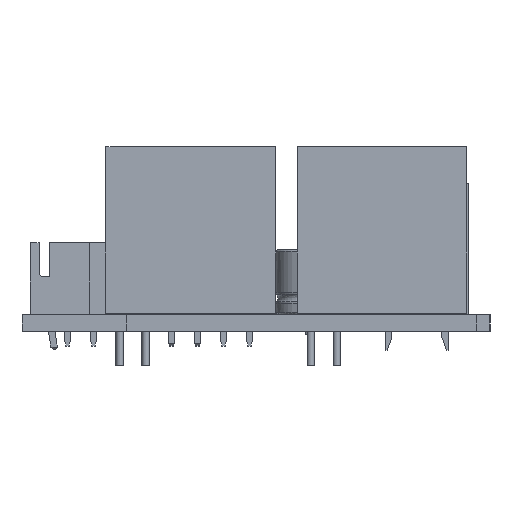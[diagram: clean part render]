
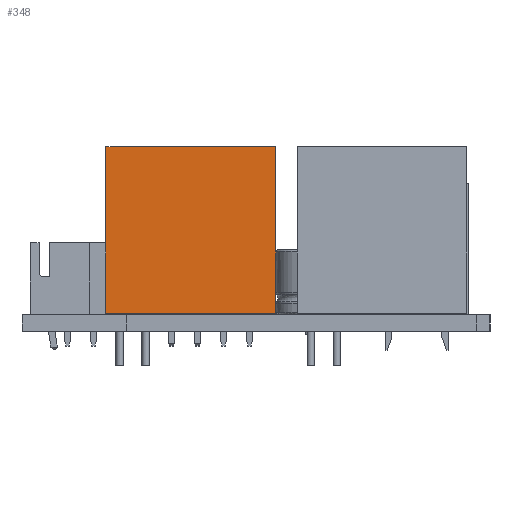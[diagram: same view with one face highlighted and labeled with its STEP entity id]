
A CAD part, left-side view. The second image highlights one B-rep face of the part: STEP entity #348.
In plain terms, the highlighted planar face has unit normal (-1, 0, 0).
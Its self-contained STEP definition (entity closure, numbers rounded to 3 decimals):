
#85 = EDGE_CURVE('',#86,#88,#90,.T.);
#86 = VERTEX_POINT('',#87);
#87 = CARTESIAN_POINT('',(-3.15,3.86,0.1));
#88 = VERTEX_POINT('',#89);
#89 = CARTESIAN_POINT('',(-3.15,3.86,16.39));
#90 = SURFACE_CURVE('',#91,(#95,#107),.PCURVE_S1.);
#91 = LINE('',#92,#93);
#92 = CARTESIAN_POINT('',(-3.15,3.86,0.1));
#93 = VECTOR('',#94,1.);
#94 = DIRECTION('',(0.,0.,1.));
#95 = PCURVE('',#96,#101);
#96 = PLANE('',#97);
#97 = AXIS2_PLACEMENT_3D('',#98,#99,#100);
#98 = CARTESIAN_POINT('',(-3.15,3.86,0.1));
#99 = DIRECTION('',(0.,1.,0.));
#100 = DIRECTION('',(1.,0.,0.));
#101 = DEFINITIONAL_REPRESENTATION('',(#102),#106);
#102 = LINE('',#103,#104);
#103 = CARTESIAN_POINT('',(0.,0.));
#104 = VECTOR('',#105,1.);
#105 = DIRECTION('',(0.,-1.));
#106 = ( GEOMETRIC_REPRESENTATION_CONTEXT(2) 
PARAMETRIC_REPRESENTATION_CONTEXT() REPRESENTATION_CONTEXT('2D SPACE',''
  ) );
#107 = PCURVE('',#108,#113);
#108 = PLANE('',#109);
#109 = AXIS2_PLACEMENT_3D('',#110,#111,#112);
#110 = CARTESIAN_POINT('',(-3.15,-12.7,0.1));
#111 = DIRECTION('',(-1.,0.,0.));
#112 = DIRECTION('',(0.,1.,0.));
#113 = DEFINITIONAL_REPRESENTATION('',(#114),#118);
#114 = LINE('',#115,#116);
#115 = CARTESIAN_POINT('',(16.56,0.));
#116 = VECTOR('',#117,1.);
#117 = DIRECTION('',(0.,-1.));
#118 = ( GEOMETRIC_REPRESENTATION_CONTEXT(2) 
PARAMETRIC_REPRESENTATION_CONTEXT() REPRESENTATION_CONTEXT('2D SPACE',''
  ) );
#136 = PLANE('',#137);
#137 = AXIS2_PLACEMENT_3D('',#138,#139,#140);
#138 = CARTESIAN_POINT('',(4.48,-4.42,16.39));
#139 = DIRECTION('',(0.,0.,-1.));
#140 = DIRECTION('',(-1.,0.,0.));
#190 = PLANE('',#191);
#191 = AXIS2_PLACEMENT_3D('',#192,#193,#194);
#192 = CARTESIAN_POINT('',(4.48,-4.42,0.1));
#193 = DIRECTION('',(0.,0.,-1.));
#194 = DIRECTION('',(-1.,0.,0.));
#245 = PLANE('',#246);
#246 = AXIS2_PLACEMENT_3D('',#247,#248,#249);
#247 = CARTESIAN_POINT('',(12.11,-12.7,0.1));
#248 = DIRECTION('',(0.,-1.,0.));
#249 = DIRECTION('',(-1.,0.,0.));
#283 = VERTEX_POINT('',#284);
#284 = CARTESIAN_POINT('',(-3.15,-12.7,16.39));
#305 = EDGE_CURVE('',#306,#283,#308,.T.);
#306 = VERTEX_POINT('',#307);
#307 = CARTESIAN_POINT('',(-3.15,-12.7,0.1));
#308 = SURFACE_CURVE('',#309,(#313,#320),.PCURVE_S1.);
#309 = LINE('',#310,#311);
#310 = CARTESIAN_POINT('',(-3.15,-12.7,0.1));
#311 = VECTOR('',#312,1.);
#312 = DIRECTION('',(0.,0.,1.));
#313 = PCURVE('',#245,#314);
#314 = DEFINITIONAL_REPRESENTATION('',(#315),#319);
#315 = LINE('',#316,#317);
#316 = CARTESIAN_POINT('',(15.26,0.));
#317 = VECTOR('',#318,1.);
#318 = DIRECTION('',(0.,-1.));
#319 = ( GEOMETRIC_REPRESENTATION_CONTEXT(2) 
PARAMETRIC_REPRESENTATION_CONTEXT() REPRESENTATION_CONTEXT('2D SPACE',''
  ) );
#320 = PCURVE('',#108,#321);
#321 = DEFINITIONAL_REPRESENTATION('',(#322),#326);
#322 = LINE('',#323,#324);
#323 = CARTESIAN_POINT('',(0.,0.));
#324 = VECTOR('',#325,1.);
#325 = DIRECTION('',(0.,-1.));
#326 = ( GEOMETRIC_REPRESENTATION_CONTEXT(2) 
PARAMETRIC_REPRESENTATION_CONTEXT() REPRESENTATION_CONTEXT('2D SPACE',''
  ) );
#348 = ADVANCED_FACE('',(#349),#108,.T.);
#349 = FACE_BOUND('',#350,.T.);
#350 = EDGE_LOOP('',(#351,#352,#373,#374));
#351 = ORIENTED_EDGE('',*,*,#305,.T.);
#352 = ORIENTED_EDGE('',*,*,#353,.T.);
#353 = EDGE_CURVE('',#283,#88,#354,.T.);
#354 = SURFACE_CURVE('',#355,(#359,#366),.PCURVE_S1.);
#355 = LINE('',#356,#357);
#356 = CARTESIAN_POINT('',(-3.15,-12.7,16.39));
#357 = VECTOR('',#358,1.);
#358 = DIRECTION('',(0.,1.,0.));
#359 = PCURVE('',#108,#360);
#360 = DEFINITIONAL_REPRESENTATION('',(#361),#365);
#361 = LINE('',#362,#363);
#362 = CARTESIAN_POINT('',(0.,-16.29));
#363 = VECTOR('',#364,1.);
#364 = DIRECTION('',(1.,0.));
#365 = ( GEOMETRIC_REPRESENTATION_CONTEXT(2) 
PARAMETRIC_REPRESENTATION_CONTEXT() REPRESENTATION_CONTEXT('2D SPACE',''
  ) );
#366 = PCURVE('',#136,#367);
#367 = DEFINITIONAL_REPRESENTATION('',(#368),#372);
#368 = LINE('',#369,#370);
#369 = CARTESIAN_POINT('',(7.63,-8.28));
#370 = VECTOR('',#371,1.);
#371 = DIRECTION('',(0.,1.));
#372 = ( GEOMETRIC_REPRESENTATION_CONTEXT(2) 
PARAMETRIC_REPRESENTATION_CONTEXT() REPRESENTATION_CONTEXT('2D SPACE',''
  ) );
#373 = ORIENTED_EDGE('',*,*,#85,.F.);
#374 = ORIENTED_EDGE('',*,*,#375,.F.);
#375 = EDGE_CURVE('',#306,#86,#376,.T.);
#376 = SURFACE_CURVE('',#377,(#381,#388),.PCURVE_S1.);
#377 = LINE('',#378,#379);
#378 = CARTESIAN_POINT('',(-3.15,-12.7,0.1));
#379 = VECTOR('',#380,1.);
#380 = DIRECTION('',(0.,1.,0.));
#381 = PCURVE('',#108,#382);
#382 = DEFINITIONAL_REPRESENTATION('',(#383),#387);
#383 = LINE('',#384,#385);
#384 = CARTESIAN_POINT('',(0.,0.));
#385 = VECTOR('',#386,1.);
#386 = DIRECTION('',(1.,0.));
#387 = ( GEOMETRIC_REPRESENTATION_CONTEXT(2) 
PARAMETRIC_REPRESENTATION_CONTEXT() REPRESENTATION_CONTEXT('2D SPACE',''
  ) );
#388 = PCURVE('',#190,#389);
#389 = DEFINITIONAL_REPRESENTATION('',(#390),#394);
#390 = LINE('',#391,#392);
#391 = CARTESIAN_POINT('',(7.63,-8.28));
#392 = VECTOR('',#393,1.);
#393 = DIRECTION('',(0.,1.));
#394 = ( GEOMETRIC_REPRESENTATION_CONTEXT(2) 
PARAMETRIC_REPRESENTATION_CONTEXT() REPRESENTATION_CONTEXT('2D SPACE',''
  ) );
